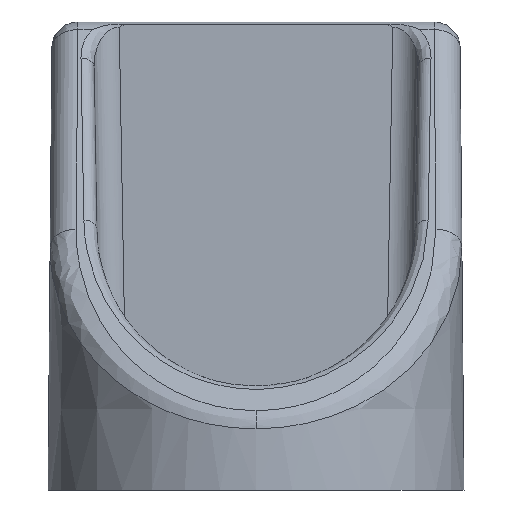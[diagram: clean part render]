
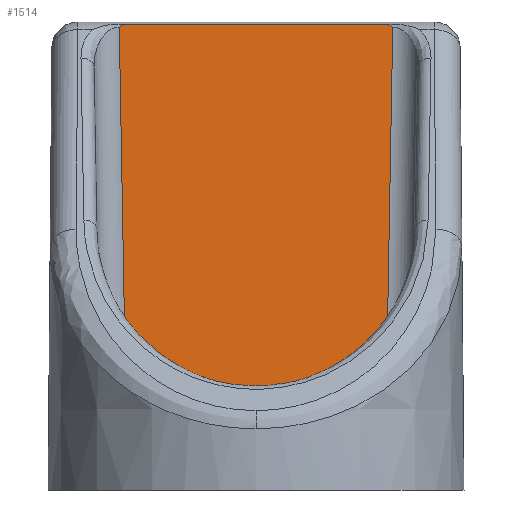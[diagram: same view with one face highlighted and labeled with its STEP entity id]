
A CAD part, left-side view. The second image highlights one B-rep face of the part: STEP entity #1514.
In plain terms, the highlighted planar face has unit normal (-1, 0, 0.018).
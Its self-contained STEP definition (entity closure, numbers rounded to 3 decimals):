
#117 = EDGE_LOOP ( 'NONE', ( #1235, #1102, #1880, #825, #134, #2052 ) ) ;
#120 = VERTEX_POINT ( 'NONE', #2097 ) ;
#134 = ORIENTED_EDGE ( 'NONE', *, *, #393, .T. ) ;
#177 = VERTEX_POINT ( 'NONE', #1970 ) ;
#253 = VERTEX_POINT ( 'NONE', #1846 ) ;
#308 = LINE ( 'NONE', #990, #353 ) ;
#312 = LINE ( 'NONE', #1023, #2046 ) ;
#345 = LINE ( 'NONE', #580, #354 ) ;
#353 = VECTOR ( 'NONE', #1008, 1000. ) ;
#354 = VECTOR ( 'NONE', #883, 1000. ) ;
#378 = VERTEX_POINT ( 'NONE', #1820 ) ;
#393 = EDGE_CURVE ( 'NONE', #378, #253, #931, .T. ) ;
#444 = VECTOR ( 'NONE', #1807, 1000. ) ;
#479 = VERTEX_POINT ( 'NONE', #1778 ) ;
#580 = CARTESIAN_POINT ( 'NONE',  ( 14.52, 12., 35.819 ) ) ;
#780 = DIRECTION ( 'NONE',  ( 0.017, 0., 1. ) ) ;
#791 = DIRECTION ( 'NONE',  ( -1., 0., 0.017 ) ) ;
#809 = CARTESIAN_POINT ( 'NONE',  ( 14., 12., 6. ) ) ;
#825 = ORIENTED_EDGE ( 'NONE', *, *, #2026, .T. ) ;
#837 = B_SPLINE_CURVE_WITH_KNOTS ( 'NONE', 3,
 ( #1368, #945, #1069, #1063 ),
 .UNSPECIFIED., .F., .F.,
 ( 4, 4 ),
 ( 0., 1. ),
 .UNSPECIFIED. ) ;
#845 = CARTESIAN_POINT ( 'NONE',  ( 14.517, 10.517, 35.596 ) ) ;
#849 = CARTESIAN_POINT ( 'NONE',  ( 14.517, -10.517, 35.596 ) ) ;
#850 = CARTESIAN_POINT ( 'NONE',  ( 14.518, 10.39, 35.685 ) ) ;
#861 = CARTESIAN_POINT ( 'NONE',  ( 14.52, 10.122, 35.819 ) ) ;
#883 = DIRECTION ( 'NONE',  ( 0., 1., 0. ) ) ;
#931 = LINE ( 'NONE', #1809, #444 ) ;
#932 = CARTESIAN_POINT ( 'NONE',  ( 14.519, 10.258, 35.76 ) ) ;
#945 = CARTESIAN_POINT ( 'NONE',  ( 14.518, -10.39, 35.685 ) ) ;
#990 = CARTESIAN_POINT ( 'NONE',  ( 14., 0., 6. ) ) ;
#1008 = DIRECTION ( 'NONE',  ( 0., 1., 0. ) ) ;
#1023 = CARTESIAN_POINT ( 'NONE',  ( 14., -10., 6. ) ) ;
#1025 = PLANE ( 'NONE',  #1815 ) ;
#1044 = VERTEX_POINT ( 'NONE', #849 ) ;
#1063 = CARTESIAN_POINT ( 'NONE',  ( 14.52, -10.122, 35.819 ) ) ;
#1069 = CARTESIAN_POINT ( 'NONE',  ( 14.519, -10.258, 35.76 ) ) ;
#1102 = ORIENTED_EDGE ( 'NONE', *, *, #1439, .T. ) ;
#1235 = ORIENTED_EDGE ( 'NONE', *, *, #1493, .T. ) ;
#1344 = DIRECTION ( 'NONE',  ( 0.017, -0.017, 1. ) ) ;
#1368 = CARTESIAN_POINT ( 'NONE',  ( 14.517, -10.517, 35.596 ) ) ;
#1439 = EDGE_CURVE ( 'NONE', #1044, #120, #837, .T. ) ;
#1493 = EDGE_CURVE ( 'NONE', #177, #1044, #312, .T. ) ;
#1514 = ADVANCED_FACE ( 'NONE', ( #1723 ), #1025, .T. ) ;
#1723 = FACE_OUTER_BOUND ( 'NONE', #117, .T. ) ;
#1778 = CARTESIAN_POINT ( 'NONE',  ( 14.52, 10.122, 35.819 ) ) ;
#1807 = DIRECTION ( 'NONE',  ( -0.017, -0.017, -1. ) ) ;
#1809 = CARTESIAN_POINT ( 'NONE',  ( 13.996, 9.997, 5.791 ) ) ;
#1815 = AXIS2_PLACEMENT_3D ( 'NONE', #809, #791, #780 ) ;
#1820 = CARTESIAN_POINT ( 'NONE',  ( 14.517, 10.517, 35.596 ) ) ;
#1827 = EDGE_CURVE ( 'NONE', #177, #253, #308, .T. ) ;
#1846 = CARTESIAN_POINT ( 'NONE',  ( 14., 10., 6. ) ) ;
#1880 = ORIENTED_EDGE ( 'NONE', *, *, #2000, .T. ) ;
#1970 = CARTESIAN_POINT ( 'NONE',  ( 14., -10., 6. ) ) ;
#2000 = EDGE_CURVE ( 'NONE', #120, #479, #345, .T. ) ;
#2026 = EDGE_CURVE ( 'NONE', #479, #378, #2035, .T. ) ;
#2035 = B_SPLINE_CURVE_WITH_KNOTS ( 'NONE', 3,
 ( #861, #932, #850, #845 ),
 .UNSPECIFIED., .F., .F.,
 ( 4, 4 ),
 ( 0., 1. ),
 .UNSPECIFIED. ) ;
#2046 = VECTOR ( 'NONE', #1344, 1000. ) ;
#2052 = ORIENTED_EDGE ( 'NONE', *, *, #1827, .F. ) ;
#2097 = CARTESIAN_POINT ( 'NONE',  ( 14.52, -10.122, 35.819 ) ) ;
